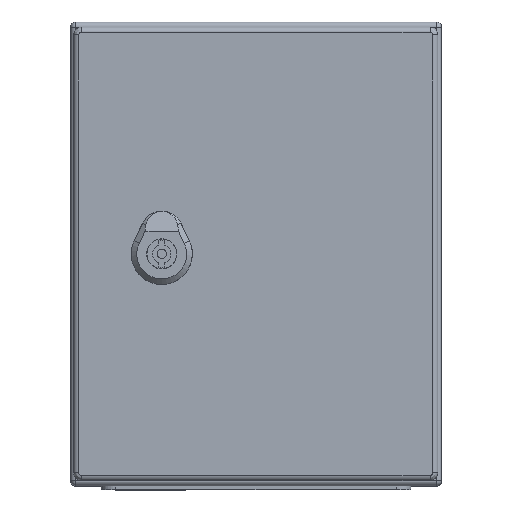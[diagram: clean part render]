
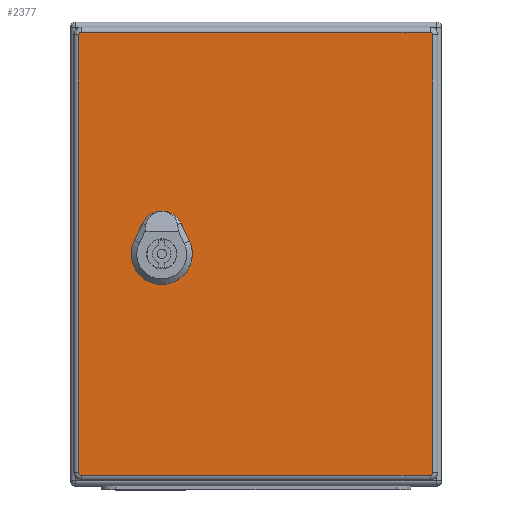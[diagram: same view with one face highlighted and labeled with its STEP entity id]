
A CAD part, top view. The second image highlights one B-rep face of the part: STEP entity #2377.
In plain terms, the highlighted face is planar.
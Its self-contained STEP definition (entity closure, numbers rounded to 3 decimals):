
#1443=FACE_BOUND('',#3560,.T.);
#1444=FACE_BOUND('',#3561,.T.);
#1960=CIRCLE('',#9679,11.25);
#1961=CIRCLE('',#9680,11.25);
#1962=CIRCLE('',#9681,11.25);
#1963=CIRCLE('',#9682,11.25);
#1964=CIRCLE('',#9683,1.4);
#1965=CIRCLE('',#9684,1.4);
#1966=CIRCLE('',#9685,1.4);
#1967=CIRCLE('',#9686,1.4);
#2377=ADVANCED_FACE('',(#1443,#1444),#2660,.F.);
#2660=PLANE('',#9687);
#3560=EDGE_LOOP('',(#5170,#5171,#5172,#5173,#5174,#5175,#5176,#5177));
#3561=EDGE_LOOP('',(#5178,#5179,#5180,#5181,#5182,#5183,#5184,#5185));
#5170=ORIENTED_EDGE('',*,*,#7449,.T.);
#5171=ORIENTED_EDGE('',*,*,#7450,.T.);
#5172=ORIENTED_EDGE('',*,*,#7451,.T.);
#5173=ORIENTED_EDGE('',*,*,#7452,.T.);
#5174=ORIENTED_EDGE('',*,*,#7453,.T.);
#5175=ORIENTED_EDGE('',*,*,#7454,.T.);
#5176=ORIENTED_EDGE('',*,*,#7455,.T.);
#5177=ORIENTED_EDGE('',*,*,#7456,.T.);
#5178=ORIENTED_EDGE('',*,*,#7457,.F.);
#5179=ORIENTED_EDGE('',*,*,#7458,.F.);
#5180=ORIENTED_EDGE('',*,*,#7459,.F.);
#5181=ORIENTED_EDGE('',*,*,#7460,.F.);
#5182=ORIENTED_EDGE('',*,*,#7461,.F.);
#5183=ORIENTED_EDGE('',*,*,#7462,.F.);
#5184=ORIENTED_EDGE('',*,*,#7463,.F.);
#5185=ORIENTED_EDGE('',*,*,#7464,.F.);
#6474=VERTEX_POINT('',#14384);
#6475=VERTEX_POINT('',#14385);
#6476=VERTEX_POINT('',#14387);
#6477=VERTEX_POINT('',#14389);
#6478=VERTEX_POINT('',#14391);
#6479=VERTEX_POINT('',#14393);
#6480=VERTEX_POINT('',#14395);
#6481=VERTEX_POINT('',#14397);
#6482=VERTEX_POINT('',#14400);
#6483=VERTEX_POINT('',#14401);
#6484=VERTEX_POINT('',#14403);
#6485=VERTEX_POINT('',#14405);
#6486=VERTEX_POINT('',#14407);
#6487=VERTEX_POINT('',#14409);
#6488=VERTEX_POINT('',#14411);
#6489=VERTEX_POINT('',#14413);
#7449=EDGE_CURVE('',#6474,#6475,#8222,.T.);
#7450=EDGE_CURVE('',#6475,#6476,#1960,.T.);
#7451=EDGE_CURVE('',#6476,#6477,#8223,.T.);
#7452=EDGE_CURVE('',#6477,#6478,#1961,.T.);
#7453=EDGE_CURVE('',#6478,#6479,#8224,.T.);
#7454=EDGE_CURVE('',#6479,#6480,#1962,.T.);
#7455=EDGE_CURVE('',#6480,#6481,#8225,.T.);
#7456=EDGE_CURVE('',#6481,#6474,#1963,.T.);
#7457=EDGE_CURVE('',#6482,#6483,#1964,.T.);
#7458=EDGE_CURVE('',#6484,#6482,#8226,.T.);
#7459=EDGE_CURVE('',#6485,#6484,#1965,.T.);
#7460=EDGE_CURVE('',#6486,#6485,#8227,.T.);
#7461=EDGE_CURVE('',#6487,#6486,#1966,.T.);
#7462=EDGE_CURVE('',#6488,#6487,#8228,.T.);
#7463=EDGE_CURVE('',#6489,#6488,#1967,.T.);
#7464=EDGE_CURVE('',#6483,#6489,#8229,.T.);
#8222=LINE('',#14383,#8859);
#8223=LINE('',#14388,#8860);
#8224=LINE('',#14392,#8861);
#8225=LINE('',#14396,#8862);
#8226=LINE('',#14402,#8863);
#8227=LINE('',#14406,#8864);
#8228=LINE('',#14410,#8865);
#8229=LINE('',#14414,#8866);
#8859=VECTOR('',#11598,1.);
#8860=VECTOR('',#11601,1.);
#8861=VECTOR('',#11604,1.);
#8862=VECTOR('',#11607,1.);
#8863=VECTOR('',#11612,1.);
#8864=VECTOR('',#11615,1.);
#8865=VECTOR('',#11618,1.);
#8866=VECTOR('',#11621,1.);
#9679=AXIS2_PLACEMENT_3D('',#14386,#11599,#11600);
#9680=AXIS2_PLACEMENT_3D('',#14390,#11602,#11603);
#9681=AXIS2_PLACEMENT_3D('',#14394,#11605,#11606);
#9682=AXIS2_PLACEMENT_3D('',#14398,#11608,#11609);
#9683=AXIS2_PLACEMENT_3D('',#14399,#11610,#11611);
#9684=AXIS2_PLACEMENT_3D('',#14404,#11613,#11614);
#9685=AXIS2_PLACEMENT_3D('',#14408,#11616,#11617);
#9686=AXIS2_PLACEMENT_3D('',#14412,#11619,#11620);
#9687=AXIS2_PLACEMENT_3D('',#14415,#11622,#11623);
#11598=DIRECTION('',(-1.,0.,0.));
#11599=DIRECTION('',(0.,0.,1.));
#11600=DIRECTION('',(1.,0.,0.));
#11601=DIRECTION('',(0.,-1.,0.));
#11602=DIRECTION('',(0.,0.,1.));
#11603=DIRECTION('',(1.,0.,0.));
#11604=DIRECTION('',(1.,0.,0.));
#11605=DIRECTION('',(0.,0.,1.));
#11606=DIRECTION('',(1.,0.,0.));
#11607=DIRECTION('',(0.,1.,0.));
#11608=DIRECTION('',(0.,0.,1.));
#11609=DIRECTION('',(1.,0.,0.));
#11610=DIRECTION('',(0.,0.,1.));
#11611=DIRECTION('',(1.,0.,0.));
#11612=DIRECTION('',(0.,-1.,0.));
#11613=DIRECTION('',(0.,0.,1.));
#11614=DIRECTION('',(1.,0.,0.));
#11615=DIRECTION('',(-1.,0.,0.));
#11616=DIRECTION('',(0.,0.,1.));
#11617=DIRECTION('',(1.,0.,0.));
#11618=DIRECTION('',(0.,1.,0.));
#11619=DIRECTION('',(0.,0.,1.));
#11620=DIRECTION('',(1.,0.,0.));
#11621=DIRECTION('',(1.,0.,0.));
#11622=DIRECTION('',(0.,0.,1.));
#11623=DIRECTION('',(1.,0.,0.));
#14383=CARTESIAN_POINT('',(-93.95,10.2,0.));
#14384=CARTESIAN_POINT('',(55.396,10.2,0.));
#14385=CARTESIAN_POINT('',(45.904,10.2,0.));
#14386=CARTESIAN_POINT('',(50.65,0.,0.));
#14387=CARTESIAN_POINT('',(40.45,4.746,0.));
#14388=CARTESIAN_POINT('',(40.45,118.,0.));
#14389=CARTESIAN_POINT('',(40.45,-4.746,0.));
#14390=CARTESIAN_POINT('',(50.65,0.,0.));
#14391=CARTESIAN_POINT('',(45.904,-10.2,0.));
#14392=CARTESIAN_POINT('',(-93.95,-10.2,0.));
#14393=CARTESIAN_POINT('',(55.396,-10.2,0.));
#14394=CARTESIAN_POINT('',(50.65,0.,0.));
#14395=CARTESIAN_POINT('',(60.85,-4.746,0.));
#14396=CARTESIAN_POINT('',(60.85,118.,0.));
#14397=CARTESIAN_POINT('',(60.85,4.746,0.));
#14398=CARTESIAN_POINT('',(50.65,0.,0.));
#14399=CARTESIAN_POINT('',(-93.95,-118.,0.));
#14400=CARTESIAN_POINT('',(-95.35,-118.,0.));
#14401=CARTESIAN_POINT('',(-93.95,-119.4,0.));
#14402=CARTESIAN_POINT('',(-95.35,118.,0.));
#14403=CARTESIAN_POINT('',(-95.35,118.,0.));
#14404=CARTESIAN_POINT('',(-93.95,118.,0.));
#14405=CARTESIAN_POINT('',(-93.95,119.4,0.));
#14406=CARTESIAN_POINT('',(93.95,119.4,0.));
#14407=CARTESIAN_POINT('',(93.95,119.4,0.));
#14408=CARTESIAN_POINT('',(93.95,118.,0.));
#14409=CARTESIAN_POINT('',(95.35,118.,0.));
#14410=CARTESIAN_POINT('',(95.35,-118.,0.));
#14411=CARTESIAN_POINT('',(95.35,-118.,0.));
#14412=CARTESIAN_POINT('',(93.95,-118.,0.));
#14413=CARTESIAN_POINT('',(93.95,-119.4,0.));
#14414=CARTESIAN_POINT('',(-93.95,-119.4,0.));
#14415=CARTESIAN_POINT('',(-93.95,118.,0.));
